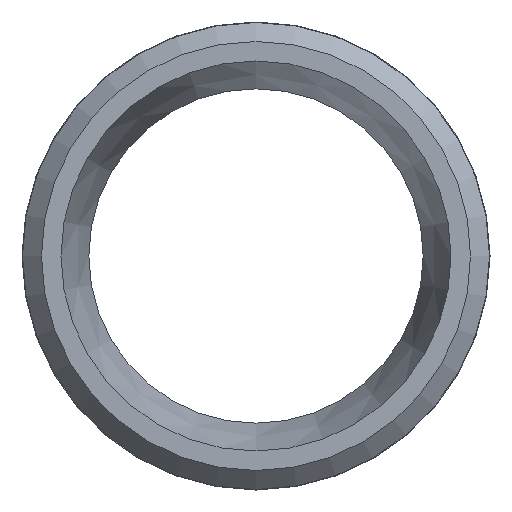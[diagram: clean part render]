
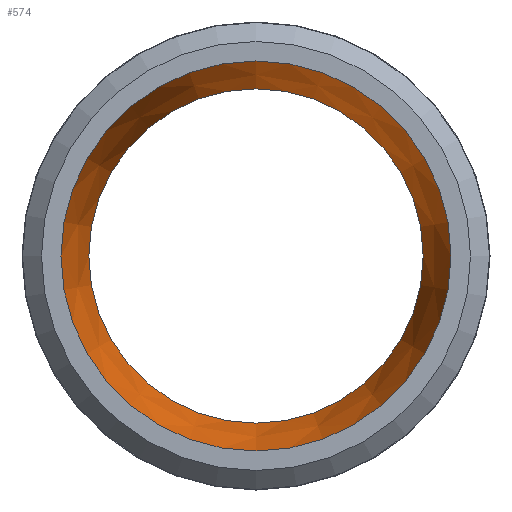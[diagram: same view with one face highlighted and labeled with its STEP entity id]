
A CAD part, left-side view. The second image highlights one B-rep face of the part: STEP entity #574.
In plain terms, the highlighted conical face has half-angle 15 degrees and reference radius 16.25 mm.
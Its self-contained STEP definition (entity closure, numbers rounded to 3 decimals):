
#34=FACE_OUTER_BOUND('',#63,.T.);
#63=EDGE_LOOP('',(#355,#356,#357,#358,#359,#360));
#96=LINE('',#943,#116);
#116=VECTOR('',#728,16.25);
#136=CIRCLE('',#624,17.5);
#137=CIRCLE('',#625,17.5);
#138=CIRCLE('',#626,15.);
#139=CIRCLE('',#627,15.);
#204=VERTEX_POINT('',#938);
#205=VERTEX_POINT('',#939);
#206=VERTEX_POINT('',#942);
#207=VERTEX_POINT('',#944);
#267=EDGE_CURVE('',#204,#205,#136,.T.);
#268=EDGE_CURVE('',#205,#204,#137,.T.);
#269=EDGE_CURVE('',#205,#206,#96,.T.);
#270=EDGE_CURVE('',#207,#206,#138,.T.);
#271=EDGE_CURVE('',#206,#207,#139,.T.);
#355=ORIENTED_EDGE('',*,*,#267,.F.);
#356=ORIENTED_EDGE('',*,*,#268,.F.);
#357=ORIENTED_EDGE('',*,*,#269,.T.);
#358=ORIENTED_EDGE('',*,*,#270,.F.);
#359=ORIENTED_EDGE('',*,*,#271,.F.);
#360=ORIENTED_EDGE('',*,*,#269,.F.);
#531=CONICAL_SURFACE('',#623,16.25,0.262);
#574=ADVANCED_FACE('',(#34),#531,.F.);
#623=AXIS2_PLACEMENT_3D('',#937,#722,#723);
#624=AXIS2_PLACEMENT_3D('',#940,#724,#725);
#625=AXIS2_PLACEMENT_3D('',#941,#726,#727);
#626=AXIS2_PLACEMENT_3D('',#945,#729,#730);
#627=AXIS2_PLACEMENT_3D('',#946,#731,#732);
#722=DIRECTION('center_axis',(-1.,0.,0.));
#723=DIRECTION('ref_axis',(0.,0.,1.));
#724=DIRECTION('center_axis',(1.,0.,0.));
#725=DIRECTION('ref_axis',(0.,0.,1.));
#726=DIRECTION('center_axis',(1.,0.,0.));
#727=DIRECTION('ref_axis',(0.,0.,1.));
#728=DIRECTION('',(0.966,0.,0.259));
#729=DIRECTION('center_axis',(-1.,0.,0.));
#730=DIRECTION('ref_axis',(0.,0.,-1.));
#731=DIRECTION('center_axis',(-1.,0.,0.));
#732=DIRECTION('ref_axis',(0.,0.,-1.));
#937=CARTESIAN_POINT('Origin',(4.665,0.,0.));
#938=CARTESIAN_POINT('',(0.,0.,17.5));
#939=CARTESIAN_POINT('',(0.,0.,-17.5));
#940=CARTESIAN_POINT('Origin',(0.,0.,0.));
#941=CARTESIAN_POINT('Origin',(0.,0.,0.));
#942=CARTESIAN_POINT('',(9.33,0.,-15.));
#943=CARTESIAN_POINT('',(4.665,0.,-16.25));
#944=CARTESIAN_POINT('',(9.33,0.,15.));
#945=CARTESIAN_POINT('Origin',(9.33,0.,0.));
#946=CARTESIAN_POINT('Origin',(9.33,0.,0.));
